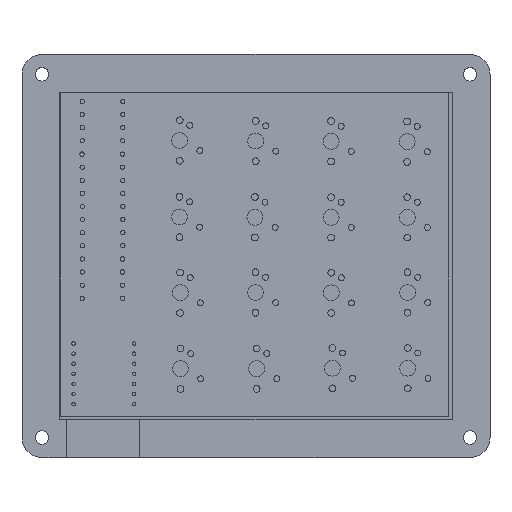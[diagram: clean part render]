
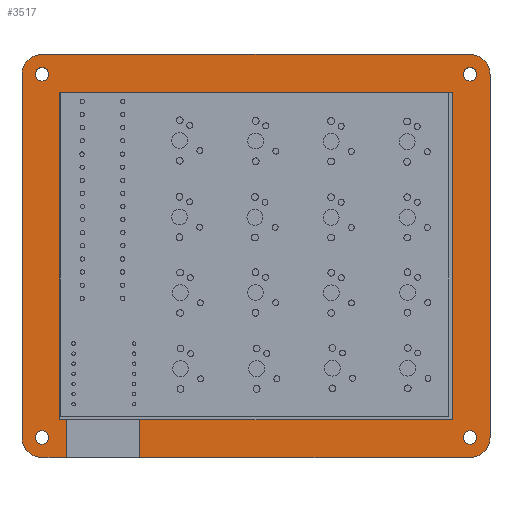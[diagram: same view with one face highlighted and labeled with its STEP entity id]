
A CAD part, top view. The second image highlights one B-rep face of the part: STEP entity #3517.
In plain terms, the highlighted planar face has unit normal (0, 0, 1).
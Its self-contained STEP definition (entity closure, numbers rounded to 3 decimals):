
#417=FACE_BOUND('',#1254,.T.);
#418=FACE_BOUND('',#1255,.T.);
#419=FACE_BOUND('',#1256,.T.);
#420=FACE_BOUND('',#1257,.T.);
#681=CIRCLE('',#3948,5.);
#683=CIRCLE('',#3952,5.);
#684=CIRCLE('',#3953,5.);
#685=CIRCLE('',#3954,5.);
#686=CIRCLE('',#3955,1.7);
#687=CIRCLE('',#3956,1.7);
#688=CIRCLE('',#3957,1.7);
#689=CIRCLE('',#3958,1.7);
#839=FACE_OUTER_BOUND('',#1253,.T.);
#1253=EDGE_LOOP('',(#3223,#3224,#3225,#3226,#3227,#3228,#3229,#3230,#3231,
#3232,#3233,#3234,#3235,#3236,#3237,#3238));
#1254=EDGE_LOOP('',(#3239));
#1255=EDGE_LOOP('',(#3240));
#1256=EDGE_LOOP('',(#3241));
#1257=EDGE_LOOP('',(#3242));
#1433=LINE('',#5871,#1619);
#1436=LINE('',#5877,#1622);
#1437=LINE('',#5879,#1623);
#1438=LINE('',#5881,#1624);
#1439=LINE('',#5883,#1625);
#1440=LINE('',#5885,#1626);
#1441=LINE('',#5887,#1627);
#1442=LINE('',#5889,#1628);
#1443=LINE('',#5891,#1629);
#1444=LINE('',#5893,#1630);
#1445=LINE('',#5897,#1631);
#1446=LINE('',#5901,#1632);
#1619=VECTOR('',#4926,10.);
#1622=VECTOR('',#4931,10.);
#1623=VECTOR('',#4932,10.);
#1624=VECTOR('',#4933,10.);
#1625=VECTOR('',#4934,10.);
#1626=VECTOR('',#4935,10.);
#1627=VECTOR('',#4936,10.);
#1628=VECTOR('',#4937,10.);
#1629=VECTOR('',#4938,10.);
#1630=VECTOR('',#4939,10.);
#1631=VECTOR('',#4942,10.);
#1632=VECTOR('',#4945,10.);
#1925=VERTEX_POINT('',#5861);
#1926=VERTEX_POINT('',#5862);
#1929=VERTEX_POINT('',#5870);
#1931=VERTEX_POINT('',#5876);
#1932=VERTEX_POINT('',#5878);
#1933=VERTEX_POINT('',#5880);
#1934=VERTEX_POINT('',#5882);
#1935=VERTEX_POINT('',#5884);
#1936=VERTEX_POINT('',#5886);
#1937=VERTEX_POINT('',#5888);
#1938=VERTEX_POINT('',#5890);
#1939=VERTEX_POINT('',#5892);
#1940=VERTEX_POINT('',#5894);
#1941=VERTEX_POINT('',#5896);
#1942=VERTEX_POINT('',#5898);
#1943=VERTEX_POINT('',#5900);
#1944=VERTEX_POINT('',#5903);
#1945=VERTEX_POINT('',#5905);
#1946=VERTEX_POINT('',#5907);
#1947=VERTEX_POINT('',#5909);
#2363=EDGE_CURVE('',#1925,#1926,#681,.T.);
#2367=EDGE_CURVE('',#1929,#1926,#1433,.T.);
#2370=EDGE_CURVE('',#1925,#1931,#1436,.T.);
#2371=EDGE_CURVE('',#1931,#1932,#1437,.T.);
#2372=EDGE_CURVE('',#1932,#1933,#1438,.T.);
#2373=EDGE_CURVE('',#1933,#1934,#1439,.T.);
#2374=EDGE_CURVE('',#1934,#1935,#1440,.T.);
#2375=EDGE_CURVE('',#1935,#1936,#1441,.T.);
#2376=EDGE_CURVE('',#1936,#1937,#1442,.T.);
#2377=EDGE_CURVE('',#1937,#1938,#1443,.T.);
#2378=EDGE_CURVE('',#1938,#1939,#1444,.T.);
#2379=EDGE_CURVE('',#1940,#1939,#683,.T.);
#2380=EDGE_CURVE('',#1940,#1941,#1445,.T.);
#2381=EDGE_CURVE('',#1942,#1941,#684,.T.);
#2382=EDGE_CURVE('',#1942,#1943,#1446,.T.);
#2383=EDGE_CURVE('',#1929,#1943,#685,.T.);
#2384=EDGE_CURVE('',#1944,#1944,#686,.T.);
#2385=EDGE_CURVE('',#1945,#1945,#687,.T.);
#2386=EDGE_CURVE('',#1946,#1946,#688,.T.);
#2387=EDGE_CURVE('',#1947,#1947,#689,.T.);
#3223=ORIENTED_EDGE('',*,*,#2363,.F.);
#3224=ORIENTED_EDGE('',*,*,#2370,.T.);
#3225=ORIENTED_EDGE('',*,*,#2371,.T.);
#3226=ORIENTED_EDGE('',*,*,#2372,.T.);
#3227=ORIENTED_EDGE('',*,*,#2373,.T.);
#3228=ORIENTED_EDGE('',*,*,#2374,.T.);
#3229=ORIENTED_EDGE('',*,*,#2375,.T.);
#3230=ORIENTED_EDGE('',*,*,#2376,.T.);
#3231=ORIENTED_EDGE('',*,*,#2377,.T.);
#3232=ORIENTED_EDGE('',*,*,#2378,.T.);
#3233=ORIENTED_EDGE('',*,*,#2379,.F.);
#3234=ORIENTED_EDGE('',*,*,#2380,.T.);
#3235=ORIENTED_EDGE('',*,*,#2381,.F.);
#3236=ORIENTED_EDGE('',*,*,#2382,.T.);
#3237=ORIENTED_EDGE('',*,*,#2383,.F.);
#3238=ORIENTED_EDGE('',*,*,#2367,.T.);
#3239=ORIENTED_EDGE('',*,*,#2384,.T.);
#3240=ORIENTED_EDGE('',*,*,#2385,.T.);
#3241=ORIENTED_EDGE('',*,*,#2386,.T.);
#3242=ORIENTED_EDGE('',*,*,#2387,.T.);
#3366=PLANE('',#3951);
#3517=ADVANCED_FACE('',(#839,#417,#418,#419,#420),#3366,.T.);
#3948=AXIS2_PLACEMENT_3D('',#5863,#4918,#4919);
#3951=AXIS2_PLACEMENT_3D('',#5875,#4929,#4930);
#3952=AXIS2_PLACEMENT_3D('',#5895,#4940,#4941);
#3953=AXIS2_PLACEMENT_3D('',#5899,#4943,#4944);
#3954=AXIS2_PLACEMENT_3D('',#5902,#4946,#4947);
#3955=AXIS2_PLACEMENT_3D('',#5904,#4948,#4949);
#3956=AXIS2_PLACEMENT_3D('',#5906,#4950,#4951);
#3957=AXIS2_PLACEMENT_3D('',#5908,#4952,#4953);
#3958=AXIS2_PLACEMENT_3D('',#5910,#4954,#4955);
#4918=DIRECTION('center_axis',(0.,0.,-1.));
#4919=DIRECTION('ref_axis',(-0.707,-0.707,0.));
#4926=DIRECTION('',(0.,-1.,0.));
#4929=DIRECTION('center_axis',(0.,0.,1.));
#4930=DIRECTION('ref_axis',(1.,0.,0.));
#4931=DIRECTION('',(1.,0.,0.));
#4932=DIRECTION('',(0.,1.,0.));
#4933=DIRECTION('',(-1.,0.,0.));
#4934=DIRECTION('',(0.,1.,0.));
#4935=DIRECTION('',(1.,0.,0.));
#4936=DIRECTION('',(0.,-1.,0.));
#4937=DIRECTION('',(-1.,0.,0.));
#4938=DIRECTION('',(0.,-1.,0.));
#4939=DIRECTION('',(1.,0.,0.));
#4940=DIRECTION('center_axis',(0.,0.,-1.));
#4941=DIRECTION('ref_axis',(0.707,-0.707,0.));
#4942=DIRECTION('',(0.,1.,0.));
#4943=DIRECTION('center_axis',(0.,0.,-1.));
#4944=DIRECTION('ref_axis',(0.707,0.707,0.));
#4945=DIRECTION('',(-1.,0.,0.));
#4946=DIRECTION('center_axis',(0.,0.,-1.));
#4947=DIRECTION('ref_axis',(-0.707,0.707,0.));
#4948=DIRECTION('center_axis',(0.,0.,-1.));
#4949=DIRECTION('ref_axis',(1.,0.,0.));
#4950=DIRECTION('center_axis',(0.,0.,-1.));
#4951=DIRECTION('ref_axis',(1.,0.,0.));
#4952=DIRECTION('center_axis',(0.,0.,-1.));
#4953=DIRECTION('ref_axis',(1.,0.,0.));
#4954=DIRECTION('center_axis',(0.,0.,-1.));
#4955=DIRECTION('ref_axis',(1.,0.,0.));
#5861=CARTESIAN_POINT('',(-4.5,-9.5,13.));
#5862=CARTESIAN_POINT('',(-9.5,-4.5,13.));
#5863=CARTESIAN_POINT('Origin',(-4.5,-4.5,13.));
#5870=CARTESIAN_POINT('',(-9.5,86.86,13.));
#5871=CARTESIAN_POINT('',(-9.5,-9.5,13.));
#5875=CARTESIAN_POINT('Origin',(-4.5,-4.5,13.));
#5876=CARTESIAN_POINT('',(1.645,-9.5,13.));
#5877=CARTESIAN_POINT('',(108.21,-9.5,13.));
#5878=CARTESIAN_POINT('',(1.645,0.,13.));
#5879=CARTESIAN_POINT('',(1.645,-7.,13.));
#5880=CARTESIAN_POINT('',(0.,0.,13.));
#5881=CARTESIAN_POINT('',(0.,0.,13.));
#5882=CARTESIAN_POINT('',(0.,82.36,13.));
#5883=CARTESIAN_POINT('',(0.,82.36,13.));
#5884=CARTESIAN_POINT('',(98.71,82.36,13.));
#5885=CARTESIAN_POINT('',(98.71,82.36,13.));
#5886=CARTESIAN_POINT('',(98.71,0.,13.));
#5887=CARTESIAN_POINT('',(98.71,0.,13.));
#5888=CARTESIAN_POINT('',(20.145,0.,13.));
#5889=CARTESIAN_POINT('',(0.,0.,13.));
#5890=CARTESIAN_POINT('',(20.145,-9.5,13.));
#5891=CARTESIAN_POINT('',(20.145,-2.25,13.));
#5892=CARTESIAN_POINT('',(103.21,-9.5,13.));
#5893=CARTESIAN_POINT('',(108.21,-9.5,13.));
#5894=CARTESIAN_POINT('',(108.21,-4.5,13.));
#5895=CARTESIAN_POINT('Origin',(103.21,-4.5,13.));
#5896=CARTESIAN_POINT('',(108.21,86.86,13.));
#5897=CARTESIAN_POINT('',(108.21,91.86,13.));
#5898=CARTESIAN_POINT('',(103.21,91.86,13.));
#5899=CARTESIAN_POINT('Origin',(103.21,86.86,13.));
#5900=CARTESIAN_POINT('',(-4.5,91.86,13.));
#5901=CARTESIAN_POINT('',(-9.5,91.86,13.));
#5902=CARTESIAN_POINT('Origin',(-4.5,86.86,13.));
#5903=CARTESIAN_POINT('',(-6.2,-4.5,13.));
#5904=CARTESIAN_POINT('Origin',(-4.5,-4.5,13.));
#5905=CARTESIAN_POINT('',(101.51,86.86,13.));
#5906=CARTESIAN_POINT('Origin',(103.21,86.86,13.));
#5907=CARTESIAN_POINT('',(-6.2,86.86,13.));
#5908=CARTESIAN_POINT('Origin',(-4.5,86.86,13.));
#5909=CARTESIAN_POINT('',(101.51,-4.5,13.));
#5910=CARTESIAN_POINT('Origin',(103.21,-4.5,13.));
